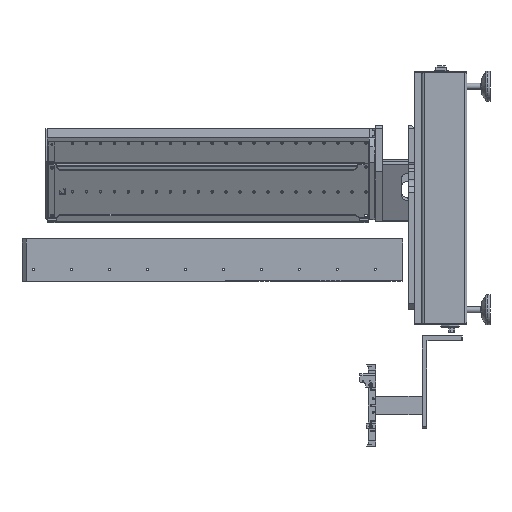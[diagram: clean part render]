
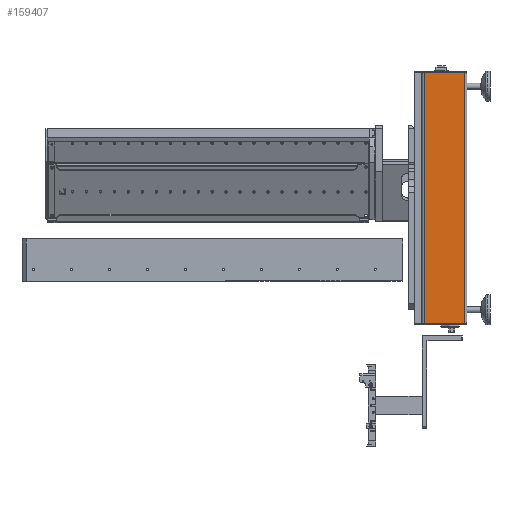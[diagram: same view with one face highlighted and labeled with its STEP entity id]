
A CAD part, left-side view. The second image highlights one B-rep face of the part: STEP entity #159407.
In plain terms, the highlighted planar face has unit normal (-1, 0, 0).
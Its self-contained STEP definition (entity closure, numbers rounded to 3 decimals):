
#1143 = VERTEX_POINT ( 'NONE', #107674 ) ;
#1193 = CARTESIAN_POINT ( 'NONE',  ( -197.5, 70., -208.019 ) ) ;
#2544 = CARTESIAN_POINT ( 'NONE',  ( -197.5, 111., 205.839 ) ) ;
#4635 = AXIS2_PLACEMENT_3D ( 'NONE', #114486, #173408, #75425 ) ;
#12234 = LINE ( 'NONE', #1193, #15985 ) ;
#15985 = VECTOR ( 'NONE', #82134, 1000. ) ;
#32182 = VERTEX_POINT ( 'NONE', #63171 ) ;
#39538 = VECTOR ( 'NONE', #152531, 1000. ) ;
#40656 = ORIENTED_EDGE ( 'NONE', *, *, #81791, .T. ) ;
#40770 = LINE ( 'NONE', #2544, #117692 ) ;
#52966 = ORIENTED_EDGE ( 'NONE', *, *, #54140, .F. ) ;
#54140 = EDGE_CURVE ( 'NONE', #32182, #163609, #40770, .T. ) ;
#63171 = CARTESIAN_POINT ( 'NONE',  ( -197.5, 70., 205.839 ) ) ;
#65588 = DIRECTION ( 'NONE',  ( 0., -1., 0. ) ) ;
#70035 = PLANE ( 'NONE',  #4635 ) ;
#75425 = DIRECTION ( 'NONE',  ( 0., 0., -1. ) ) ;
#81791 = EDGE_CURVE ( 'NONE', #99926, #1143, #174557, .T. ) ;
#82134 = DIRECTION ( 'NONE',  ( 0., 0., 1. ) ) ;
#96220 = DIRECTION ( 'NONE',  ( 0., -1., 0. ) ) ;
#99926 = VERTEX_POINT ( 'NONE', #138494 ) ;
#107674 = CARTESIAN_POINT ( 'NONE',  ( -197.5, 4., -208.019 ) ) ;
#109982 = LINE ( 'NONE', #179817, #39538 ) ;
#114486 = CARTESIAN_POINT ( 'NONE',  ( -197.5, 0., 207.91 ) ) ;
#117692 = VECTOR ( 'NONE', #96220, 1000. ) ;
#125246 = CARTESIAN_POINT ( 'NONE',  ( -197.5, 4., 205.839 ) ) ;
#126270 = EDGE_CURVE ( 'NONE', #99926, #32182, #12234, .T. ) ;
#136430 = CARTESIAN_POINT ( 'NONE',  ( -197.5, 111., -208.019 ) ) ;
#138494 = CARTESIAN_POINT ( 'NONE',  ( -197.5, 70., -208.019 ) ) ;
#139051 = FACE_OUTER_BOUND ( 'NONE', #150891, .T. ) ;
#150891 = EDGE_LOOP ( 'NONE', ( #160129, #40656, #153512, #52966 ) ) ;
#152531 = DIRECTION ( 'NONE',  ( 0., 0., 1. ) ) ;
#153512 = ORIENTED_EDGE ( 'NONE', *, *, #172037, .T. ) ;
#159407 = ADVANCED_FACE ( 'NONE', ( #139051 ), #70035, .F. ) ;
#160129 = ORIENTED_EDGE ( 'NONE', *, *, #126270, .F. ) ;
#163609 = VERTEX_POINT ( 'NONE', #125246 ) ;
#172037 = EDGE_CURVE ( 'NONE', #1143, #163609, #109982, .T. ) ;
#172969 = VECTOR ( 'NONE', #65588, 1000. ) ;
#173408 = DIRECTION ( 'NONE',  ( 1., 0., 0. ) ) ;
#174557 = LINE ( 'NONE', #136430, #172969 ) ;
#179817 = CARTESIAN_POINT ( 'NONE',  ( -197.5, 4., -208.019 ) ) ;
